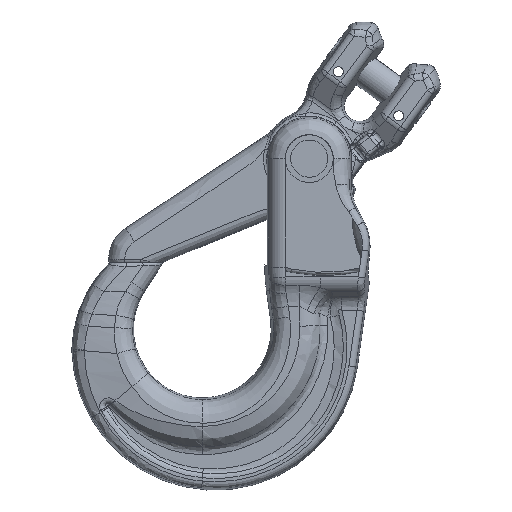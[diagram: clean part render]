
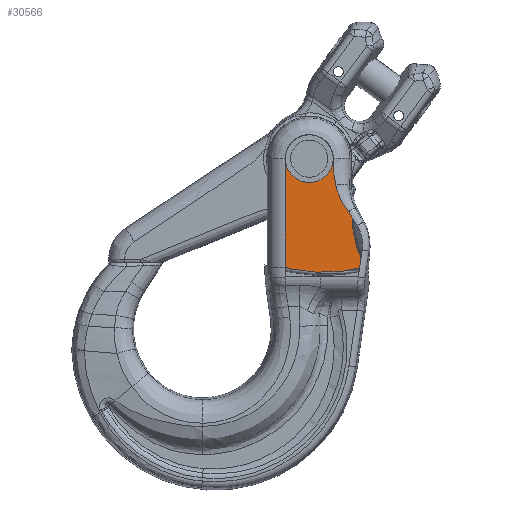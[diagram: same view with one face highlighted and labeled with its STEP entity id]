
A CAD part, left-side view. The second image highlights one B-rep face of the part: STEP entity #30566.
In plain terms, the highlighted planar face has unit normal (1, 0, 0).
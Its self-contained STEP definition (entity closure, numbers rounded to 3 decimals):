
#28453=CARTESIAN_POINT('Vertex',(-11.25,-24.919,0.)) ;
#28460=CARTESIAN_POINT('Vertex',(-11.25,-24.919,-15.301)) ;
#28463=CARTESIAN_POINT('Line Origine',(-11.25,-24.919,-7.651)) ;
#28484=CARTESIAN_POINT('Vertex',(-11.25,24.919,0.)) ;
#28487=CARTESIAN_POINT('Axis2P3D Location',(-11.25,0.,0.)) ;
#30434=CARTESIAN_POINT('Line Origine',(-11.25,24.919,-32.301)) ;
#30438=CARTESIAN_POINT('Vertex',(-11.25,24.919,-61.753)) ;
#30474=CARTESIAN_POINT('Vertex',(-11.25,-33.739,-64.447)) ;
#30484=CARTESIAN_POINT('Axis2P3D Location',(-11.25,-8.7,30.3)) ;
#30524=CARTESIAN_POINT('Axis2P3D Location',(-11.25,0.,0.)) ;
#30529=CARTESIAN_POINT('Axis2P3D Location',(-11.25,-51.5,-15.301)) ;
#30533=CARTESIAN_POINT('Vertex',(-11.25,-26.487,-24.295)) ;
#30537=CARTESIAN_POINT('Control Point',(-11.25,-25.464,-35.)) ;
#30538=CARTESIAN_POINT('Control Point',(-11.25,-25.464,-32.846)) ;
#30539=CARTESIAN_POINT('Control Point',(-11.25,-25.567,-30.692)) ;
#30540=CARTESIAN_POINT('Control Point',(-11.25,-25.772,-28.545)) ;
#30541=CARTESIAN_POINT('Control Point',(-11.25,-26.079,-26.41)) ;
#30542=CARTESIAN_POINT('Control Point',(-11.25,-26.487,-24.295)) ;
#30543=CARTESIAN_POINT('Vertex',(-11.25,-25.464,-35.)) ;
#30547=CARTESIAN_POINT('Control Point',(-11.25,-25.464,-35.)) ;
#30548=CARTESIAN_POINT('Control Point',(-11.25,-25.464,-38.931)) ;
#30549=CARTESIAN_POINT('Control Point',(-11.25,-25.806,-42.863)) ;
#30550=CARTESIAN_POINT('Control Point',(-11.25,-26.489,-46.755)) ;
#30551=CARTESIAN_POINT('Control Point',(-11.25,-28.094,-52.762)) ;
#30552=CARTESIAN_POINT('Control Point',(-11.25,-30.496,-58.481)) ;
#30553=CARTESIAN_POINT('Control Point',(-11.25,-31.478,-60.524)) ;
#30554=CARTESIAN_POINT('Control Point',(-11.25,-32.56,-62.515)) ;
#30555=CARTESIAN_POINT('Control Point',(-11.25,-33.739,-64.447)) ;
#28464=DIRECTION('Vector Direction',(0.,0.,-1.)) ;
#28488=DIRECTION('Axis2P3D Direction',(1.,0.,0.)) ;
#30435=DIRECTION('Vector Direction',(0.,0.,-1.)) ;
#30485=DIRECTION('Axis2P3D Direction',(1.,0.,-0.)) ;
#30525=DIRECTION('Axis2P3D Direction',(1.,0.,0.)) ;
#30526=DIRECTION('Axis2P3D XDirection',(0.,1.,0.)) ;
#30530=DIRECTION('Axis2P3D Direction',(1.,0.,0.)) ;
#28489=AXIS2_PLACEMENT_3D('Circle Axis2P3D',#28487,#28488,$) ;
#30486=AXIS2_PLACEMENT_3D('Circle Axis2P3D',#30484,#30485,$) ;
#30527=AXIS2_PLACEMENT_3D('Plane Axis2P3D',#30524,#30525,#30526) ;
#30531=AXIS2_PLACEMENT_3D('Circle Axis2P3D',#30529,#30530,$) ;
#30558=ORIENTED_EDGE('',*,*,#30488,.F.) ;
#30559=ORIENTED_EDGE('',*,*,#30440,.F.) ;
#30560=ORIENTED_EDGE('',*,*,#28491,.T.) ;
#30561=ORIENTED_EDGE('',*,*,#28467,.T.) ;
#30562=ORIENTED_EDGE('',*,*,#30535,.F.) ;
#30563=ORIENTED_EDGE('',*,*,#30545,.F.) ;
#30564=ORIENTED_EDGE('',*,*,#30556,.T.) ;
#28465=VECTOR('Line Direction',#28464,1.) ;
#30436=VECTOR('Line Direction',#30435,1.) ;
#30566=ADVANCED_FACE('\X2\52A05DE55716\X0\',(#30565),#30528,.T.) ;
#30536=B_SPLINE_CURVE_WITH_KNOTS('',5,(#30537,#30538,#30539,#30540,#30541,#30542),.UNSPECIFIED.,.F.,.U.,(6,6),(0.,13.193),.UNSPECIFIED.) ;
#30546=B_SPLINE_CURVE_WITH_KNOTS('',5,(#30547,#30548,#30549,#30550,#30551,#30552,#30553,#30554,#30555),.UNSPECIFIED.,.F.,.U.,(6,3,6),(0.,24.079,37.942),.UNSPECIFIED.) ;
#28490=CIRCLE('generated circle',#28489,24.919) ;
#30487=CIRCLE('generated circle',#30486,98.) ;
#30532=CIRCLE('generated circle',#30531,26.581) ;
#28467=EDGE_CURVE('',#28454,#28461,#28466,.T.) ;
#28491=EDGE_CURVE('',#28485,#28454,#28490,.T.) ;
#30440=EDGE_CURVE('',#28485,#30439,#30437,.T.) ;
#30488=EDGE_CURVE('',#30439,#30475,#30487,.F.) ;
#30535=EDGE_CURVE('',#30534,#28461,#30532,.T.) ;
#30545=EDGE_CURVE('',#30544,#30534,#30536,.T.) ;
#30556=EDGE_CURVE('',#30544,#30475,#30546,.T.) ;
#30557=EDGE_LOOP('',(#30558,#30559,#30560,#30561,#30562,#30563,#30564)) ;
#30565=FACE_OUTER_BOUND('',#30557,.T.) ;
#28466=LINE('Line',#28463,#28465) ;
#30437=LINE('Line',#30434,#30436) ;
#30528=PLANE('',#30527) ;
#28454=VERTEX_POINT('',#28453) ;
#28461=VERTEX_POINT('',#28460) ;
#28485=VERTEX_POINT('',#28484) ;
#30439=VERTEX_POINT('',#30438) ;
#30475=VERTEX_POINT('',#30474) ;
#30534=VERTEX_POINT('',#30533) ;
#30544=VERTEX_POINT('',#30543) ;
